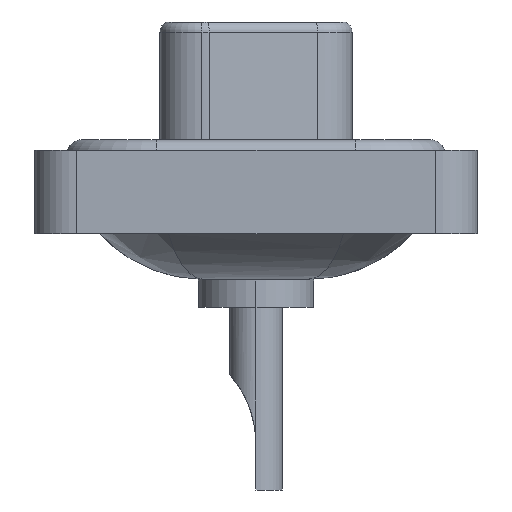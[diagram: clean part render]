
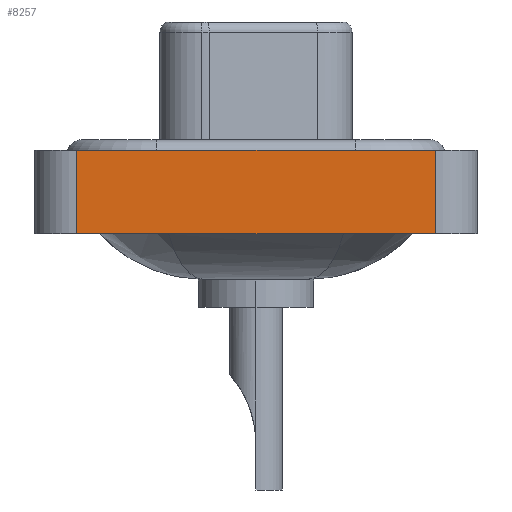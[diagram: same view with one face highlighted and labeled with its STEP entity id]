
A CAD part, left-side view. The second image highlights one B-rep face of the part: STEP entity #8257.
In plain terms, the highlighted planar face has unit normal (-1, 0, 0).
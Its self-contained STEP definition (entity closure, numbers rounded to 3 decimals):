
#53 = ORIENTED_EDGE ( 'NONE', *, *, #5353, .T. ) ;
#75 = EDGE_CURVE ( 'NONE', #11614, #7999, #4930, .T. ) ;
#1198 = ORIENTED_EDGE ( 'NONE', *, *, #6407, .T. ) ;
#2309 = ORIENTED_EDGE ( 'NONE', *, *, #75, .F. ) ;
#2933 = CARTESIAN_POINT ( 'NONE',  ( -7.25, 8.55, 0.4 ) ) ;
#3570 = CARTESIAN_POINT ( 'NONE',  ( -7.25, -8.55, 0.4 ) ) ;
#3697 = VECTOR ( 'NONE', #13162, 1000. ) ;
#4930 = LINE ( 'NONE', #9628, #3697 ) ;
#5353 = EDGE_CURVE ( 'NONE', #7809, #10814, #9570, .T. ) ;
#5840 = CARTESIAN_POINT ( 'NONE',  ( -7.25, -8.55, -3.6 ) ) ;
#5962 = CARTESIAN_POINT ( 'NONE',  ( -7.25, -8.55, -3.6 ) ) ;
#6357 = DIRECTION ( 'NONE',  ( 0., 0., 1. ) ) ;
#6407 = EDGE_CURVE ( 'NONE', #10814, #7999, #11892, .T. ) ;
#7215 = EDGE_LOOP ( 'NONE', ( #1198, #2309, #13415, #53 ) ) ;
#7538 = LINE ( 'NONE', #11211, #12363 ) ;
#7809 = VERTEX_POINT ( 'NONE', #11493 ) ;
#7999 = VERTEX_POINT ( 'NONE', #3570 ) ;
#8257 = ADVANCED_FACE ( 'NONE', ( #9742 ), #14522, .T. ) ;
#8341 = DIRECTION ( 'NONE',  ( -1., 0., 0. ) ) ;
#8345 = DIRECTION ( 'NONE',  ( 0., 0., 1. ) ) ;
#8492 = CARTESIAN_POINT ( 'NONE',  ( -7.25, -8.55, -3.6 ) ) ;
#8529 = VECTOR ( 'NONE', #9488, 1000. ) ;
#9488 = DIRECTION ( 'NONE',  ( 0., -1., 0. ) ) ;
#9570 = LINE ( 'NONE', #9722, #8529 ) ;
#9628 = CARTESIAN_POINT ( 'NONE',  ( -7.25, -8.55, 0.4 ) ) ;
#9722 = CARTESIAN_POINT ( 'NONE',  ( -7.25, -8.55, -3.6 ) ) ;
#9742 = FACE_OUTER_BOUND ( 'NONE', #7215, .T. ) ;
#10814 = VERTEX_POINT ( 'NONE', #5962 ) ;
#11211 = CARTESIAN_POINT ( 'NONE',  ( -7.25, 8.55, -3.6 ) ) ;
#11336 = AXIS2_PLACEMENT_3D ( 'NONE', #8492, #8341, #14595 ) ;
#11493 = CARTESIAN_POINT ( 'NONE',  ( -7.25, 8.55, -3.6 ) ) ;
#11614 = VERTEX_POINT ( 'NONE', #2933 ) ;
#11892 = LINE ( 'NONE', #5840, #14932 ) ;
#12363 = VECTOR ( 'NONE', #6357, 1000. ) ;
#12973 = EDGE_CURVE ( 'NONE', #7809, #11614, #7538, .T. ) ;
#13162 = DIRECTION ( 'NONE',  ( 0., -1., 0. ) ) ;
#13415 = ORIENTED_EDGE ( 'NONE', *, *, #12973, .F. ) ;
#14522 = PLANE ( 'NONE',  #11336 ) ;
#14595 = DIRECTION ( 'NONE',  ( 0., 0., 1. ) ) ;
#14932 = VECTOR ( 'NONE', #8345, 1000. ) ;
